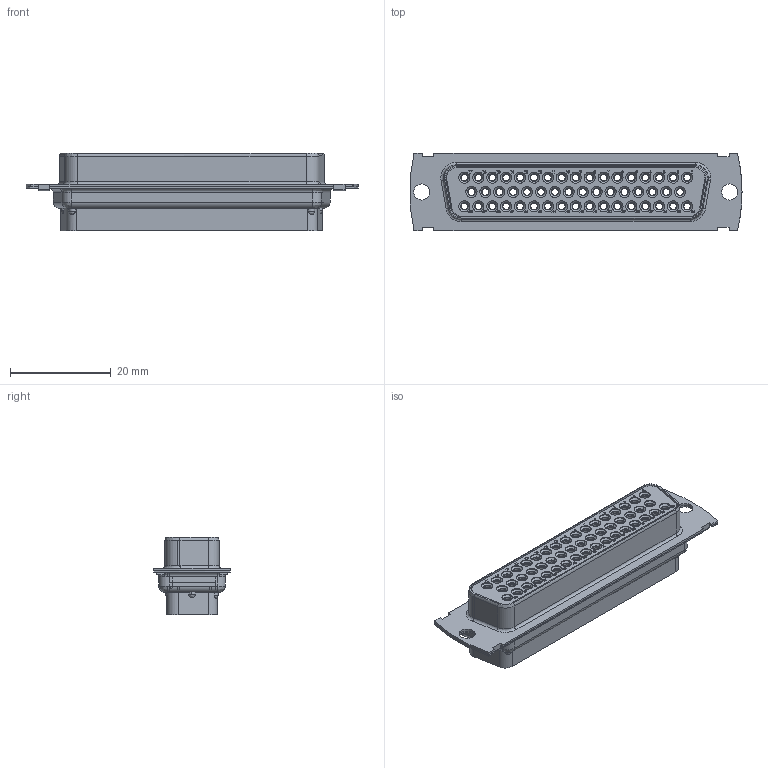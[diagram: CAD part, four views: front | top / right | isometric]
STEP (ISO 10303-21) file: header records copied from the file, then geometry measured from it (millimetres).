
FILE_DESCRIPTION (( 'STEP AP214' ), '1' );
FILE_NAME ('211-FS50-HV-S.STEP', '2015-03-30T10:17:56', ( '' ), ( '' ), 'SwSTEP 2.0', 'SolidWorks 2014', '' );
FILE_SCHEMA (( 'AUTOMOTIVE_DESIGN' ));
Length unit declared in the file: millimetre
Products named in the file (1): 211-FS50-HV-S
Bounding box: 65.9 x 15.37 x 15.42 mm (x, y, z)
Volume: 5990.3 mm3; surface area: 13276.9 mm2
Topology: 4 solids, 4 shells, 3201 faces, 8180 edges, 5359 vertices
Faces by surface type: plane 1382, bspline 960, cylinder 650, cone 209
Entity records: 182460 total; most frequent: CARTESIAN_POINT 74425, ORIENTED_EDGE 16352, DIRECTION 12330, EDGE_CURVE 8176, VERTEX_POINT 5359, LINE 4730, VECTOR 4730, AXIS2_PLACEMENT_3D 3800
